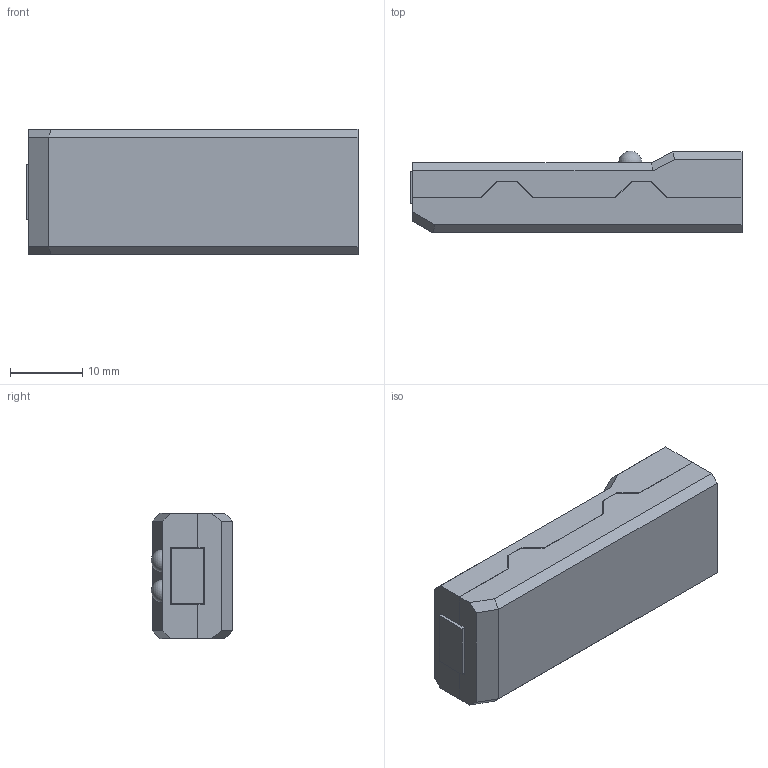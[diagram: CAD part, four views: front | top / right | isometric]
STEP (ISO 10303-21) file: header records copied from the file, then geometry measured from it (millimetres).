
FILE_DESCRIPTION(/* description */ (''),/* implementation_level */ '2;1');
FILE_NAME(/* name */ 'Case-USBtinyISP.step',/* time_stamp */ '2020-01-29T17:33:17+01:00',/* author */ (''),/* organization */ (''),/* preprocessor_version */ 'ST-DEVELOPER v18',/* originating_system */ 'Autodesk Translation Framework v8.12.0.6',/* authorisation */ '');
FILE_SCHEMA (('AUTOMOTIVE_DESIGN { 1 0 10303 214 3 1 1 }'));
Length unit declared in the file: millimetre
Products named in the file (1): USBtinyISP
Bounding box: 46.06 x 11.31 x 17.4 mm (x, y, z)
Volume: 5298.4 mm3; surface area: 7654.8 mm2
Topology: 10 solids, 10 shells, 231 faces, 582 edges, 372 vertices
Faces by surface type: plane 223, cylinder 6, sphere 2
Full cylindrical faces by diameter (mm): 2.8 x4
Entity records: 6788 total; most frequent: CARTESIAN_POINT 1184, ORIENTED_EDGE 1160, DIRECTION 1060, EDGE_CURVE 580, LINE 564, VECTOR 564, VERTEX_POINT 372, AXIS2_PLACEMENT_3D 248
